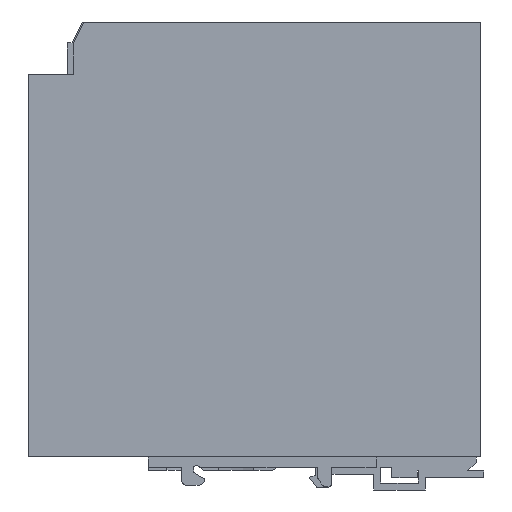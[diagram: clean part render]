
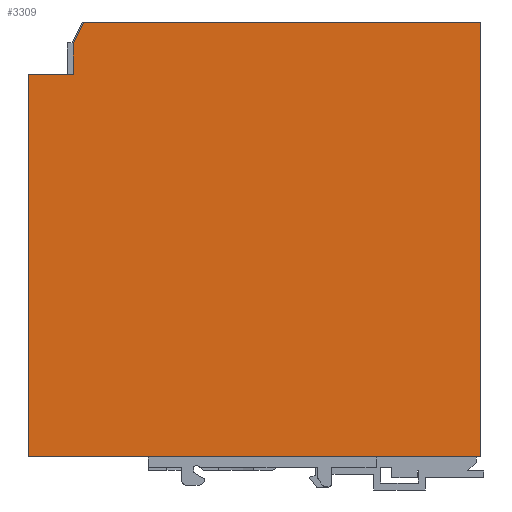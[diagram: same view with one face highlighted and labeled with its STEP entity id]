
A CAD part, left-side view. The second image highlights one B-rep face of the part: STEP entity #3309.
In plain terms, the highlighted planar face has unit normal (-1, 0, 0).
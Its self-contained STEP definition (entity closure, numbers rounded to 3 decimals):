
#3272=AXIS2_PLACEMENT_3D('Plane Axis2P3D',#3269,#3270,#3271) ;
#1055=CARTESIAN_POINT('Vertex',(0.,130.9,9.5)) ;
#1069=CARTESIAN_POINT('Vertex',(0.,0.9,9.5)) ;
#1072=CARTESIAN_POINT('Line Origine',(0.,65.9,9.5)) ;
#1474=CARTESIAN_POINT('Vertex',(0.,130.9,119.5)) ;
#1482=CARTESIAN_POINT('Line Origine',(0.,130.9,64.5)) ;
#2399=CARTESIAN_POINT('Line Origine',(0.,0.9,71.95)) ;
#2403=CARTESIAN_POINT('Vertex',(0.,0.9,134.4)) ;
#3269=CARTESIAN_POINT('Axis2P3D Location',(0.,65.9,72.)) ;
#3274=CARTESIAN_POINT('Line Origine',(0.,116.425,131.45)) ;
#3278=CARTESIAN_POINT('Vertex',(0.,114.95,134.4)) ;
#3280=CARTESIAN_POINT('Vertex',(0.,117.9,128.5)) ;
#3283=CARTESIAN_POINT('Line Origine',(0.,117.9,124.)) ;
#3287=CARTESIAN_POINT('Vertex',(0.,117.9,119.5)) ;
#3290=CARTESIAN_POINT('Line Origine',(0.,124.4,119.5)) ;
#3295=CARTESIAN_POINT('Line Origine',(0.,57.925,134.4)) ;
#1073=DIRECTION('Vector Direction',(0.,1.,0.)) ;
#1483=DIRECTION('Vector Direction',(0.,0.,-1.)) ;
#2400=DIRECTION('Vector Direction',(0.,0.,1.)) ;
#3270=DIRECTION('Axis2P3D Direction',(-1.,0.,0.)) ;
#3271=DIRECTION('Axis2P3D XDirection',(0.,-1.,0.)) ;
#3275=DIRECTION('Vector Direction',(0.,0.447,-0.894)) ;
#3284=DIRECTION('Vector Direction',(0.,0.,-1.)) ;
#3291=DIRECTION('Vector Direction',(0.,1.,0.)) ;
#3296=DIRECTION('Vector Direction',(0.,-1.,0.)) ;
#1074=VECTOR('Line Direction',#1073,1.) ;
#1484=VECTOR('Line Direction',#1483,1.) ;
#2401=VECTOR('Line Direction',#2400,1.) ;
#3276=VECTOR('Line Direction',#3275,1.) ;
#3285=VECTOR('Line Direction',#3284,1.) ;
#3292=VECTOR('Line Direction',#3291,1.) ;
#3297=VECTOR('Line Direction',#3296,1.) ;
#3301=ORIENTED_EDGE('',*,*,#3282,.T.) ;
#3302=ORIENTED_EDGE('',*,*,#3289,.T.) ;
#3303=ORIENTED_EDGE('',*,*,#3294,.T.) ;
#3304=ORIENTED_EDGE('',*,*,#1486,.T.) ;
#3305=ORIENTED_EDGE('',*,*,#1076,.T.) ;
#3306=ORIENTED_EDGE('',*,*,#2405,.T.) ;
#3307=ORIENTED_EDGE('',*,*,#3299,.T.) ;
#3309=ADVANCED_FACE('GEHAEUSE',(#3308),#3273,.T.) ;
#1076=EDGE_CURVE('',#1056,#1070,#1075,.F.) ;
#1486=EDGE_CURVE('',#1475,#1056,#1485,.T.) ;
#2405=EDGE_CURVE('',#1070,#2404,#2402,.T.) ;
#3282=EDGE_CURVE('',#3279,#3281,#3277,.T.) ;
#3289=EDGE_CURVE('',#3281,#3288,#3286,.T.) ;
#3294=EDGE_CURVE('',#3288,#1475,#3293,.T.) ;
#3299=EDGE_CURVE('',#2404,#3279,#3298,.F.) ;
#3300=EDGE_LOOP('',(#3301,#3302,#3303,#3304,#3305,#3306,#3307)) ;
#3308=FACE_OUTER_BOUND('',#3300,.T.) ;
#1075=LINE('Line',#1072,#1074) ;
#1485=LINE('Line',#1482,#1484) ;
#2402=LINE('Line',#2399,#2401) ;
#3277=LINE('Line',#3274,#3276) ;
#3286=LINE('Line',#3283,#3285) ;
#3293=LINE('Line',#3290,#3292) ;
#3298=LINE('Line',#3295,#3297) ;
#3273=PLANE('',#3272) ;
#1056=VERTEX_POINT('',#1055) ;
#1070=VERTEX_POINT('',#1069) ;
#1475=VERTEX_POINT('',#1474) ;
#2404=VERTEX_POINT('',#2403) ;
#3279=VERTEX_POINT('',#3278) ;
#3281=VERTEX_POINT('',#3280) ;
#3288=VERTEX_POINT('',#3287) ;
